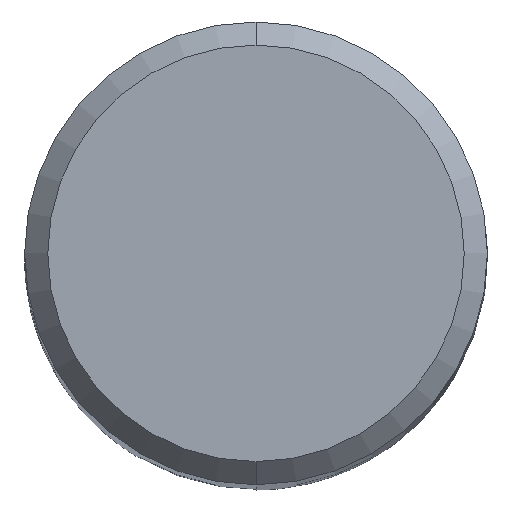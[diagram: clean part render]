
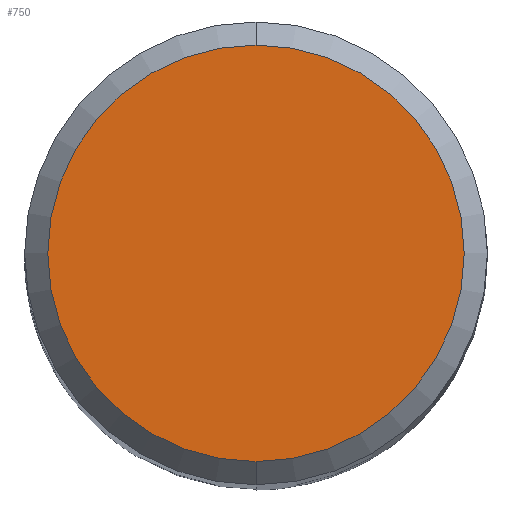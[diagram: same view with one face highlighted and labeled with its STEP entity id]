
A CAD part, top view. The second image highlights one B-rep face of the part: STEP entity #750.
In plain terms, the highlighted planar face has unit normal (0, 0, 1).
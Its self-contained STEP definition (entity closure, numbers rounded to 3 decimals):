
#742=EDGE_CURVE('',#822,#810,#1406,.T.);
#750=ADVANCED_FACE('',(#1414),#1415,.T.);
#810=VERTEX_POINT('',#1481);
#814=EDGE_CURVE('',#810,#822,#1485,.T.);
#822=VERTEX_POINT('',#1494);
#1406=CIRCLE('',#2344,3.6);
#1414=FACE_OUTER_BOUND('',#2355,.T.);
#1415=PLANE('',#2356);
#1481=CARTESIAN_POINT('',(0.0,3.6,0.0));
#1485=CIRCLE('',#2480,3.6);
#1494=CARTESIAN_POINT('',(0.,-3.6,0.0));
#2344=AXIS2_PLACEMENT_3D('',#3245,#3246,#3247);
#2355=EDGE_LOOP('',(#3253,#3254));
#2356=AXIS2_PLACEMENT_3D('',#3255,#3256,#3257);
#2480=AXIS2_PLACEMENT_3D('',#3324,#3325,#3326);
#3245=CARTESIAN_POINT('',(0.0,0.0,0.0));
#3246=DIRECTION('',(0.0,0.0,-1.0));
#3247=DIRECTION('',(0.0,1.0,0.0));
#3253=ORIENTED_EDGE('',*,*,#814,.F.);
#3254=ORIENTED_EDGE('',*,*,#742,.F.);
#3255=CARTESIAN_POINT('',(0.0,1.8,0.0));
#3256=DIRECTION('',(-0.0,0.0,1.0));
#3257=DIRECTION('',(0.0,-1.0,0.0));
#3324=CARTESIAN_POINT('',(0.0,0.0,0.0));
#3325=DIRECTION('',(0.0,0.0,-1.0));
#3326=DIRECTION('',(0.0,1.0,0.0));
